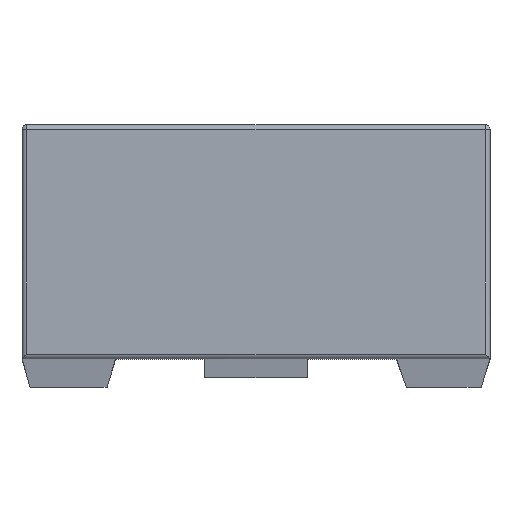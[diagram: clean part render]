
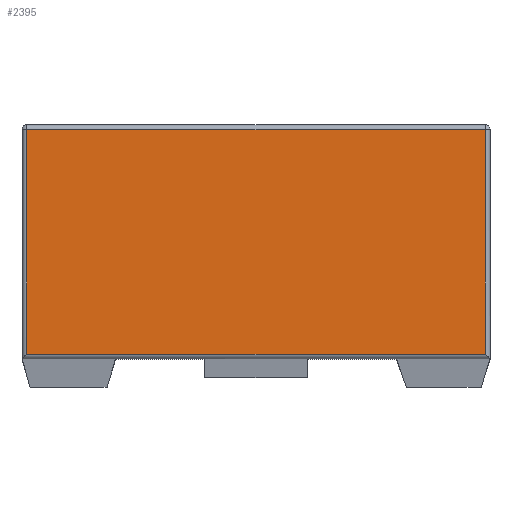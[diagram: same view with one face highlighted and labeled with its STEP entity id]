
A CAD part, top view. The second image highlights one B-rep face of the part: STEP entity #2395.
In plain terms, the highlighted planar face has unit normal (0, 0, 1).
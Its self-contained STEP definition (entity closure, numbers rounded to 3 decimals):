
#31 = VERTEX_POINT ( 'NONE', #1360 ) ;
#61 = DIRECTION ( 'NONE',  ( 0., 1., 0. ) ) ;
#113 = CARTESIAN_POINT ( 'NONE',  ( 49.5, 0.5, 13.9 ) ) ;
#240 = CARTESIAN_POINT ( 'NONE',  ( 49.5, 0., 13.9 ) ) ;
#319 = EDGE_CURVE ( 'NONE', #1580, #1989, #1883, .T. ) ;
#431 = FACE_OUTER_BOUND ( 'NONE', #1514, .T. ) ;
#488 = ORIENTED_EDGE ( 'NONE', *, *, #603, .T. ) ;
#592 = LINE ( 'NONE', #240, #725 ) ;
#603 = EDGE_CURVE ( 'NONE', #31, #1352, #2284, .T. ) ;
#709 = ORIENTED_EDGE ( 'NONE', *, *, #319, .T. ) ;
#725 = VECTOR ( 'NONE', #61, 1000. ) ;
#837 = CARTESIAN_POINT ( 'NONE',  ( 0., 0., 13.9 ) ) ;
#872 = VECTOR ( 'NONE', #1496, 1000. ) ;
#947 = CARTESIAN_POINT ( 'NONE',  ( 0., 24.5, 13.9 ) ) ;
#997 = EDGE_CURVE ( 'NONE', #1352, #1580, #592, .T. ) ;
#1066 = LINE ( 'NONE', #1450, #1533 ) ;
#1179 = EDGE_CURVE ( 'NONE', #1989, #31, #1066, .T. ) ;
#1307 = CARTESIAN_POINT ( 'NONE',  ( 0., 0.5, 13.9 ) ) ;
#1352 = VERTEX_POINT ( 'NONE', #113 ) ;
#1359 = PLANE ( 'NONE',  #1583 ) ;
#1360 = CARTESIAN_POINT ( 'NONE',  ( 0.5, 0.5, 13.9 ) ) ;
#1382 = ORIENTED_EDGE ( 'NONE', *, *, #1179, .T. ) ;
#1450 = CARTESIAN_POINT ( 'NONE',  ( 0.5, 0., 13.9 ) ) ;
#1459 = VECTOR ( 'NONE', #1893, 1000. ) ;
#1496 = DIRECTION ( 'NONE',  ( -1., 0., 0. ) ) ;
#1514 = EDGE_LOOP ( 'NONE', ( #1842, #709, #1382, #488 ) ) ;
#1533 = VECTOR ( 'NONE', #2003, 1000. ) ;
#1580 = VERTEX_POINT ( 'NONE', #1780 ) ;
#1583 = AXIS2_PLACEMENT_3D ( 'NONE', #837, #2313, #1961 ) ;
#1780 = CARTESIAN_POINT ( 'NONE',  ( 49.5, 24.5, 13.9 ) ) ;
#1842 = ORIENTED_EDGE ( 'NONE', *, *, #997, .T. ) ;
#1883 = LINE ( 'NONE', #947, #872 ) ;
#1893 = DIRECTION ( 'NONE',  ( 1., 0., 0. ) ) ;
#1961 = DIRECTION ( 'NONE',  ( -1., 0., 0. ) ) ;
#1989 = VERTEX_POINT ( 'NONE', #2139 ) ;
#2003 = DIRECTION ( 'NONE',  ( 0., -1., 0. ) ) ;
#2139 = CARTESIAN_POINT ( 'NONE',  ( 0.5, 24.5, 13.9 ) ) ;
#2284 = LINE ( 'NONE', #1307, #1459 ) ;
#2313 = DIRECTION ( 'NONE',  ( 0., 0., -1. ) ) ;
#2395 = ADVANCED_FACE ( 'NONE', ( #431 ), #1359, .F. ) ;
